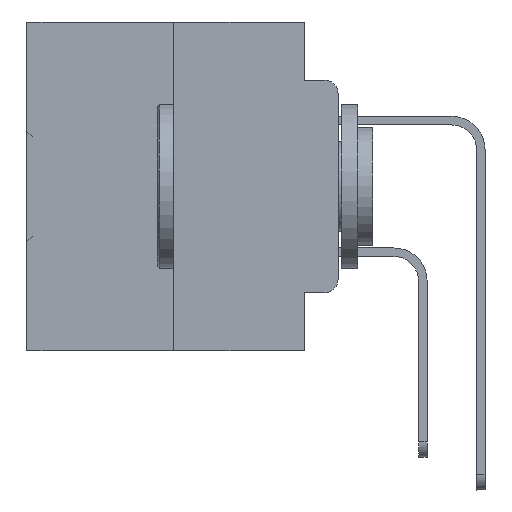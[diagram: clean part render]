
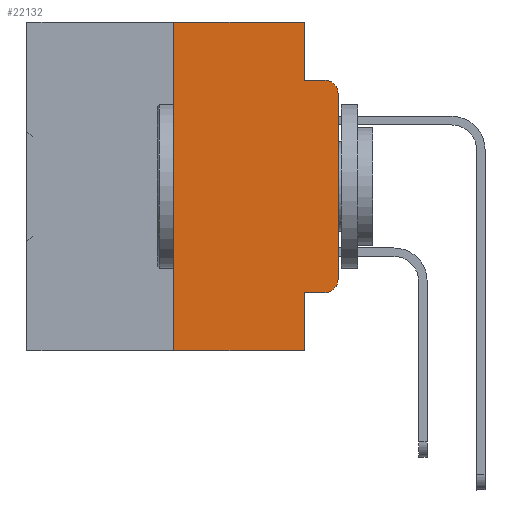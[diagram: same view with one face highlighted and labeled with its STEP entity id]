
A CAD part, left-side view. The second image highlights one B-rep face of the part: STEP entity #22132.
In plain terms, the highlighted planar face has unit normal (-1, 0, 0).
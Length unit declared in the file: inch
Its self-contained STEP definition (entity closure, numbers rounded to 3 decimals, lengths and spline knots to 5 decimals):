
#88 = CARTESIAN_POINT ( 'NONE',  ( 0., 0.051, -0.4115 ) ) ;
#157 = LINE ( 'NONE', #29906, #13970 ) ;
#290 = VECTOR ( 'NONE', #36087, 39.37008 ) ;
#998 = VERTEX_POINT ( 'NONE', #7221 ) ;
#1006 = CARTESIAN_POINT ( 'NONE',  ( 0., 0.051, -0.0885 ) ) ;
#1124 = DIRECTION ( 'NONE',  ( 0., 0., 1. ) ) ;
#1314 = CARTESIAN_POINT ( 'NONE',  ( 0., 0.02, -0.1085 ) ) ;
#1335 = CARTESIAN_POINT ( 'NONE',  ( 0., 0.473, -0.5 ) ) ;
#1504 = CARTESIAN_POINT ( 'NONE',  ( 0., 0.051, 0. ) ) ;
#2286 = ORIENTED_EDGE ( 'NONE', *, *, #20563, .F. ) ;
#2322 = ORIENTED_EDGE ( 'NONE', *, *, #13625, .F. ) ;
#2422 = ORIENTED_EDGE ( 'NONE', *, *, #23008, .T. ) ;
#2747 = VERTEX_POINT ( 'NONE', #18284 ) ;
#3282 = VERTEX_POINT ( 'NONE', #29099 ) ;
#4192 = ORIENTED_EDGE ( 'NONE', *, *, #20647, .T. ) ;
#4253 = DIRECTION ( 'NONE',  ( 0., 0., -1. ) ) ;
#4755 = VERTEX_POINT ( 'NONE', #88 ) ;
#5178 = VECTOR ( 'NONE', #6842, 39.37008 ) ;
#5914 = ORIENTED_EDGE ( 'NONE', *, *, #32219, .T. ) ;
#6292 = VERTEX_POINT ( 'NONE', #27993 ) ;
#6511 = VERTEX_POINT ( 'NONE', #14496 ) ;
#6842 = DIRECTION ( 'NONE',  ( 0., 0., -1. ) ) ;
#7163 = CIRCLE ( 'NONE', #23272, 0.02 ) ;
#7221 = CARTESIAN_POINT ( 'NONE',  ( 0., 0., -0.1085 ) ) ;
#8297 = CARTESIAN_POINT ( 'NONE',  ( 0., 0.473, 0. ) ) ;
#8547 = VECTOR ( 'NONE', #33990, 39.37008 ) ;
#9871 = CARTESIAN_POINT ( 'NONE',  ( 0., 0.25, 0. ) ) ;
#10089 = DIRECTION ( 'NONE',  ( 0., -1., 0. ) ) ;
#11407 = EDGE_LOOP ( 'NONE', ( #25544, #5914, #30797, #2286, #2322, #22970, #4192, #16686, #26133, #2422 ) ) ;
#11503 = VERTEX_POINT ( 'NONE', #21672 ) ;
#11505 = FACE_OUTER_BOUND ( 'NONE', #11407, .T. ) ;
#13625 = EDGE_CURVE ( 'NONE', #30075, #33391, #29340, .T. ) ;
#13773 = CARTESIAN_POINT ( 'NONE',  ( 0., 0.051, -0.5 ) ) ;
#13970 = VECTOR ( 'NONE', #24262, 39.37008 ) ;
#14129 = CARTESIAN_POINT ( 'NONE',  ( 0., 0.051, 0. ) ) ;
#14215 = DIRECTION ( 'NONE',  ( 1., 0., 0. ) ) ;
#14496 = CARTESIAN_POINT ( 'NONE',  ( 0., 0.25, -0.5 ) ) ;
#15303 = LINE ( 'NONE', #1335, #29621 ) ;
#15614 = DIRECTION ( 'NONE',  ( -1., 0., 0. ) ) ;
#15797 = AXIS2_PLACEMENT_3D ( 'NONE', #32606, #15614, #35335 ) ;
#15958 = DIRECTION ( 'NONE',  ( 0., -1., 0. ) ) ;
#16388 = CARTESIAN_POINT ( 'NONE',  ( 0., 0.473, 0. ) ) ;
#16686 = ORIENTED_EDGE ( 'NONE', *, *, #36469, .F. ) ;
#17164 = CARTESIAN_POINT ( 'NONE',  ( 0., 0.25, 0. ) ) ;
#18284 = CARTESIAN_POINT ( 'NONE',  ( 0., 0.02, -0.0885 ) ) ;
#19963 = EDGE_CURVE ( 'NONE', #6292, #998, #157, .T. ) ;
#20563 = EDGE_CURVE ( 'NONE', #33391, #3282, #33067, .T. ) ;
#20647 = EDGE_CURVE ( 'NONE', #6511, #27746, #15303, .T. ) ;
#21284 = EDGE_CURVE ( 'NONE', #4755, #11503, #30890, .T. ) ;
#21672 = CARTESIAN_POINT ( 'NONE',  ( 0., 0.02, -0.4115 ) ) ;
#21810 = DIRECTION ( 'NONE',  ( -1., 0., 0. ) ) ;
#22132 = ADVANCED_FACE ( 'NONE', ( #11505 ), #31326, .F. ) ;
#22970 = ORIENTED_EDGE ( 'NONE', *, *, #30281, .F. ) ;
#23008 = EDGE_CURVE ( 'NONE', #11503, #6292, #35498, .T. ) ;
#23272 = AXIS2_PLACEMENT_3D ( 'NONE', #1314, #21810, #4253 ) ;
#23417 = VECTOR ( 'NONE', #15958, 39.37008 ) ;
#24091 = LINE ( 'NONE', #14129, #8547 ) ;
#24262 = DIRECTION ( 'NONE',  ( 0., 0., 1. ) ) ;
#24343 = CARTESIAN_POINT ( 'NONE',  ( 0., 0.051, 0. ) ) ;
#25544 = ORIENTED_EDGE ( 'NONE', *, *, #19963, .T. ) ;
#26133 = ORIENTED_EDGE ( 'NONE', *, *, #21284, .T. ) ;
#27608 = LINE ( 'NONE', #1006, #34047 ) ;
#27746 = VERTEX_POINT ( 'NONE', #13773 ) ;
#27993 = CARTESIAN_POINT ( 'NONE',  ( 0., 0., -0.3915 ) ) ;
#29099 = CARTESIAN_POINT ( 'NONE',  ( 0., 0.051, -0.0885 ) ) ;
#29340 = LINE ( 'NONE', #16388, #290 ) ;
#29621 = VECTOR ( 'NONE', #10089, 39.37008 ) ;
#29906 = CARTESIAN_POINT ( 'NONE',  ( 0., 0., 0. ) ) ;
#30032 = DIRECTION ( 'NONE',  ( 0., -1., 0. ) ) ;
#30075 = VERTEX_POINT ( 'NONE', #17164 ) ;
#30177 = CARTESIAN_POINT ( 'NONE',  ( 0., 0.051, -0.4115 ) ) ;
#30281 = EDGE_CURVE ( 'NONE', #6511, #30075, #36724, .T. ) ;
#30797 = ORIENTED_EDGE ( 'NONE', *, *, #36811, .F. ) ;
#30890 = LINE ( 'NONE', #30177, #23417 ) ;
#31326 = PLANE ( 'NONE',  #34930 ) ;
#32219 = EDGE_CURVE ( 'NONE', #998, #2747, #7163, .T. ) ;
#32606 = CARTESIAN_POINT ( 'NONE',  ( 0., 0.02, -0.3915 ) ) ;
#33067 = LINE ( 'NONE', #24343, #5178 ) ;
#33391 = VERTEX_POINT ( 'NONE', #1504 ) ;
#33990 = DIRECTION ( 'NONE',  ( 0., 0., -1. ) ) ;
#34047 = VECTOR ( 'NONE', #30032, 39.37008 ) ;
#34074 = DIRECTION ( 'NONE',  ( 0., 0., -1. ) ) ;
#34930 = AXIS2_PLACEMENT_3D ( 'NONE', #8297, #14215, #34074 ) ;
#35335 = DIRECTION ( 'NONE',  ( 0., 0., -1. ) ) ;
#35498 = CIRCLE ( 'NONE', #15797, 0.02 ) ;
#35873 = VECTOR ( 'NONE', #1124, 39.37008 ) ;
#36087 = DIRECTION ( 'NONE',  ( 0., -1., 0. ) ) ;
#36469 = EDGE_CURVE ( 'NONE', #4755, #27746, #24091, .T. ) ;
#36724 = LINE ( 'NONE', #9871, #35873 ) ;
#36811 = EDGE_CURVE ( 'NONE', #3282, #2747, #27608, .T. ) ;
